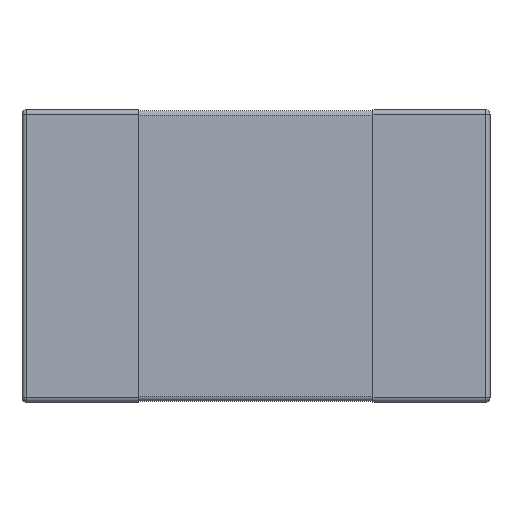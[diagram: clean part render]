
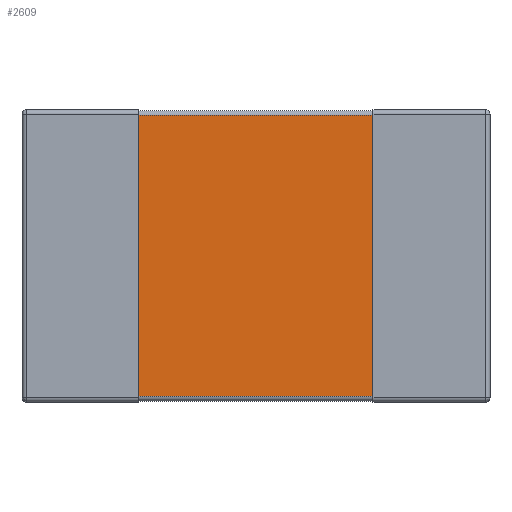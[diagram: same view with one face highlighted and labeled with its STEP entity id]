
A CAD part, top view. The second image highlights one B-rep face of the part: STEP entity #2609.
In plain terms, the highlighted planar face has unit normal (0, 0, 1).
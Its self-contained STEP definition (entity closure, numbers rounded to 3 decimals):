
#105 = PLANE('',#106);
#106 = AXIS2_PLACEMENT_3D('',#107,#108,#109);
#107 = CARTESIAN_POINT('',(-0.5,-0.625,0.5));
#108 = DIRECTION('',(1.,0.,0.));
#109 = DIRECTION('',(0.,0.,-1.));
#181 = PLANE('',#182);
#182 = AXIS2_PLACEMENT_3D('',#183,#184,#185);
#183 = CARTESIAN_POINT('',(0.5,-0.625,0.5));
#184 = DIRECTION('',(-1.,0.,0.));
#185 = DIRECTION('',(0.,0.,1.));
#545 = VERTEX_POINT('',#546);
#546 = CARTESIAN_POINT('',(-0.5,-0.6,0.995));
#565 = CYLINDRICAL_SURFACE('',#566,0.02);
#566 = AXIS2_PLACEMENT_3D('',#567,#568,#569);
#567 = CARTESIAN_POINT('',(0.,-0.6,0.975));
#568 = DIRECTION('',(-1.,0.,0.));
#569 = DIRECTION('',(0.,-1.,0.));
#599 = EDGE_CURVE('',#545,#600,#602,.T.);
#600 = VERTEX_POINT('',#601);
#601 = CARTESIAN_POINT('',(-0.5,0.6,0.995));
#602 = SURFACE_CURVE('',#603,(#607,#614),.PCURVE_S1.);
#603 = LINE('',#604,#605);
#604 = CARTESIAN_POINT('',(-0.5,-0.625,0.995));
#605 = VECTOR('',#606,1.);
#606 = DIRECTION('',(0.,1.,0.));
#607 = PCURVE('',#105,#608);
#608 = DEFINITIONAL_REPRESENTATION('',(#609),#613);
#609 = LINE('',#610,#611);
#610 = CARTESIAN_POINT('',(-0.495,0.));
#611 = VECTOR('',#612,1.);
#612 = DIRECTION('',(0.,1.));
#613 = ( GEOMETRIC_REPRESENTATION_CONTEXT(2) 
PARAMETRIC_REPRESENTATION_CONTEXT() REPRESENTATION_CONTEXT('2D SPACE',''
  ) );
#614 = PCURVE('',#615,#620);
#615 = PLANE('',#616);
#616 = AXIS2_PLACEMENT_3D('',#617,#618,#619);
#617 = CARTESIAN_POINT('',(0.,-0.62,0.995));
#618 = DIRECTION('',(0.,0.,1.));
#619 = DIRECTION('',(1.,0.,0.));
#620 = DEFINITIONAL_REPRESENTATION('',(#621),#625);
#621 = LINE('',#622,#623);
#622 = CARTESIAN_POINT('',(-0.5,-0.005));
#623 = VECTOR('',#624,1.);
#624 = DIRECTION('',(0.,1.));
#625 = ( GEOMETRIC_REPRESENTATION_CONTEXT(2) 
PARAMETRIC_REPRESENTATION_CONTEXT() REPRESENTATION_CONTEXT('2D SPACE',''
  ) );
#648 = CYLINDRICAL_SURFACE('',#649,0.02);
#649 = AXIS2_PLACEMENT_3D('',#650,#651,#652);
#650 = CARTESIAN_POINT('',(0.,0.6,0.975));
#651 = DIRECTION('',(-1.,0.,0.));
#652 = DIRECTION('',(0.,-1.,0.));
#1296 = VERTEX_POINT('',#1297);
#1297 = CARTESIAN_POINT('',(0.5,0.6,0.995));
#1345 = EDGE_CURVE('',#1296,#1346,#1348,.T.);
#1346 = VERTEX_POINT('',#1347);
#1347 = CARTESIAN_POINT('',(0.5,-0.6,0.995));
#1348 = SURFACE_CURVE('',#1349,(#1353,#1360),.PCURVE_S1.);
#1349 = LINE('',#1350,#1351);
#1350 = CARTESIAN_POINT('',(0.5,-0.625,0.995));
#1351 = VECTOR('',#1352,1.);
#1352 = DIRECTION('',(0.,-1.,0.));
#1353 = PCURVE('',#181,#1354);
#1354 = DEFINITIONAL_REPRESENTATION('',(#1355),#1359);
#1355 = LINE('',#1356,#1357);
#1356 = CARTESIAN_POINT('',(0.495,0.));
#1357 = VECTOR('',#1358,1.);
#1358 = DIRECTION('',(0.,-1.));
#1359 = ( GEOMETRIC_REPRESENTATION_CONTEXT(2) 
PARAMETRIC_REPRESENTATION_CONTEXT() REPRESENTATION_CONTEXT('2D SPACE',''
  ) );
#1360 = PCURVE('',#615,#1361);
#1361 = DEFINITIONAL_REPRESENTATION('',(#1362),#1366);
#1362 = LINE('',#1363,#1364);
#1363 = CARTESIAN_POINT('',(0.5,-0.005));
#1364 = VECTOR('',#1365,1.);
#1365 = DIRECTION('',(0.,-1.));
#1366 = ( GEOMETRIC_REPRESENTATION_CONTEXT(2) 
PARAMETRIC_REPRESENTATION_CONTEXT() REPRESENTATION_CONTEXT('2D SPACE',''
  ) );
#2462 = EDGE_CURVE('',#1346,#545,#2463,.T.);
#2463 = SURFACE_CURVE('',#2464,(#2468,#2497),.PCURVE_S1.);
#2464 = LINE('',#2465,#2466);
#2465 = CARTESIAN_POINT('',(0.,-0.6,0.995));
#2466 = VECTOR('',#2467,1.);
#2467 = DIRECTION('',(-1.,0.,0.));
#2468 = PCURVE('',#565,#2469);
#2469 = DEFINITIONAL_REPRESENTATION('',(#2470),#2496);
#2470 = B_SPLINE_CURVE_WITH_KNOTS('',3,(#2471,#2472,#2473,#2474,#2475,
    #2476,#2477,#2478,#2479,#2480,#2481,#2482,#2483,#2484,#2485,#2486,
    #2487,#2488,#2489,#2490,#2491,#2492,#2493,#2494,#2495),
  .UNSPECIFIED.,.F.,.F.,(4,1,1,1,1,1,1,1,1,1,1,1,1,1,1,1,1,1,1,1,1,1,4),
  (-0.5,-0.455,-0.409,-0.364,-0.318,
    -0.273,-0.227,-0.182,-0.136,
    -0.091,-0.045,0.,
    0.045,0.091,0.136,
    0.182,0.227,0.273,0.318,
    0.364,0.409,0.455,0.5),.UNSPECIFIED.);
#2471 = CARTESIAN_POINT('',(1.571,-0.5));
#2472 = CARTESIAN_POINT('',(1.571,-0.485));
#2473 = CARTESIAN_POINT('',(1.571,-0.455));
#2474 = CARTESIAN_POINT('',(1.571,-0.409));
#2475 = CARTESIAN_POINT('',(1.571,-0.364));
#2476 = CARTESIAN_POINT('',(1.571,-0.318));
#2477 = CARTESIAN_POINT('',(1.571,-0.273));
#2478 = CARTESIAN_POINT('',(1.571,-0.227));
#2479 = CARTESIAN_POINT('',(1.571,-0.182));
#2480 = CARTESIAN_POINT('',(1.571,-0.136));
#2481 = CARTESIAN_POINT('',(1.571,-0.091));
#2482 = CARTESIAN_POINT('',(1.571,-0.045));
#2483 = CARTESIAN_POINT('',(1.571,0.));
#2484 = CARTESIAN_POINT('',(1.571,0.045));
#2485 = CARTESIAN_POINT('',(1.571,0.091));
#2486 = CARTESIAN_POINT('',(1.571,0.136));
#2487 = CARTESIAN_POINT('',(1.571,0.182));
#2488 = CARTESIAN_POINT('',(1.571,0.227));
#2489 = CARTESIAN_POINT('',(1.571,0.273));
#2490 = CARTESIAN_POINT('',(1.571,0.318));
#2491 = CARTESIAN_POINT('',(1.571,0.364));
#2492 = CARTESIAN_POINT('',(1.571,0.409));
#2493 = CARTESIAN_POINT('',(1.571,0.455));
#2494 = CARTESIAN_POINT('',(1.571,0.485));
#2495 = CARTESIAN_POINT('',(1.571,0.5));
#2496 = ( GEOMETRIC_REPRESENTATION_CONTEXT(2) 
PARAMETRIC_REPRESENTATION_CONTEXT() REPRESENTATION_CONTEXT('2D SPACE',''
  ) );
#2497 = PCURVE('',#615,#2498);
#2498 = DEFINITIONAL_REPRESENTATION('',(#2499),#2503);
#2499 = LINE('',#2500,#2501);
#2500 = CARTESIAN_POINT('',(0.,0.02));
#2501 = VECTOR('',#2502,1.);
#2502 = DIRECTION('',(-1.,0.));
#2503 = ( GEOMETRIC_REPRESENTATION_CONTEXT(2) 
PARAMETRIC_REPRESENTATION_CONTEXT() REPRESENTATION_CONTEXT('2D SPACE',''
  ) );
#2565 = EDGE_CURVE('',#600,#1296,#2566,.T.);
#2566 = SURFACE_CURVE('',#2567,(#2571,#2600),.PCURVE_S1.);
#2567 = LINE('',#2568,#2569);
#2568 = CARTESIAN_POINT('',(0.,0.6,0.995));
#2569 = VECTOR('',#2570,1.);
#2570 = DIRECTION('',(1.,0.,0.));
#2571 = PCURVE('',#648,#2572);
#2572 = DEFINITIONAL_REPRESENTATION('',(#2573),#2599);
#2573 = B_SPLINE_CURVE_WITH_KNOTS('',3,(#2574,#2575,#2576,#2577,#2578,
    #2579,#2580,#2581,#2582,#2583,#2584,#2585,#2586,#2587,#2588,#2589,
    #2590,#2591,#2592,#2593,#2594,#2595,#2596,#2597,#2598),
  .UNSPECIFIED.,.F.,.F.,(4,1,1,1,1,1,1,1,1,1,1,1,1,1,1,1,1,1,1,1,1,1,4),
  (-0.5,-0.455,-0.409,-0.364,-0.318,
    -0.273,-0.227,-0.182,-0.136,
    -0.091,-0.045,0.,
    0.045,0.091,0.136,
    0.182,0.227,0.273,0.318,
    0.364,0.409,0.455,0.5),.UNSPECIFIED.);
#2574 = CARTESIAN_POINT('',(1.571,0.5));
#2575 = CARTESIAN_POINT('',(1.571,0.485));
#2576 = CARTESIAN_POINT('',(1.571,0.455));
#2577 = CARTESIAN_POINT('',(1.571,0.409));
#2578 = CARTESIAN_POINT('',(1.571,0.364));
#2579 = CARTESIAN_POINT('',(1.571,0.318));
#2580 = CARTESIAN_POINT('',(1.571,0.273));
#2581 = CARTESIAN_POINT('',(1.571,0.227));
#2582 = CARTESIAN_POINT('',(1.571,0.182));
#2583 = CARTESIAN_POINT('',(1.571,0.136));
#2584 = CARTESIAN_POINT('',(1.571,0.091));
#2585 = CARTESIAN_POINT('',(1.571,0.045));
#2586 = CARTESIAN_POINT('',(1.571,0.));
#2587 = CARTESIAN_POINT('',(1.571,-0.045));
#2588 = CARTESIAN_POINT('',(1.571,-0.091));
#2589 = CARTESIAN_POINT('',(1.571,-0.136));
#2590 = CARTESIAN_POINT('',(1.571,-0.182));
#2591 = CARTESIAN_POINT('',(1.571,-0.227));
#2592 = CARTESIAN_POINT('',(1.571,-0.273));
#2593 = CARTESIAN_POINT('',(1.571,-0.318));
#2594 = CARTESIAN_POINT('',(1.571,-0.364));
#2595 = CARTESIAN_POINT('',(1.571,-0.409));
#2596 = CARTESIAN_POINT('',(1.571,-0.455));
#2597 = CARTESIAN_POINT('',(1.571,-0.485));
#2598 = CARTESIAN_POINT('',(1.571,-0.5));
#2599 = ( GEOMETRIC_REPRESENTATION_CONTEXT(2) 
PARAMETRIC_REPRESENTATION_CONTEXT() REPRESENTATION_CONTEXT('2D SPACE',''
  ) );
#2600 = PCURVE('',#615,#2601);
#2601 = DEFINITIONAL_REPRESENTATION('',(#2602),#2606);
#2602 = LINE('',#2603,#2604);
#2603 = CARTESIAN_POINT('',(0.,1.22));
#2604 = VECTOR('',#2605,1.);
#2605 = DIRECTION('',(1.,0.));
#2606 = ( GEOMETRIC_REPRESENTATION_CONTEXT(2) 
PARAMETRIC_REPRESENTATION_CONTEXT() REPRESENTATION_CONTEXT('2D SPACE',''
  ) );
#2609 = ADVANCED_FACE('',(#2610),#615,.T.);
#2610 = FACE_BOUND('',#2611,.T.);
#2611 = EDGE_LOOP('',(#2612,#2613,#2614,#2615));
#2612 = ORIENTED_EDGE('',*,*,#2565,.F.);
#2613 = ORIENTED_EDGE('',*,*,#599,.F.);
#2614 = ORIENTED_EDGE('',*,*,#2462,.F.);
#2615 = ORIENTED_EDGE('',*,*,#1345,.F.);
